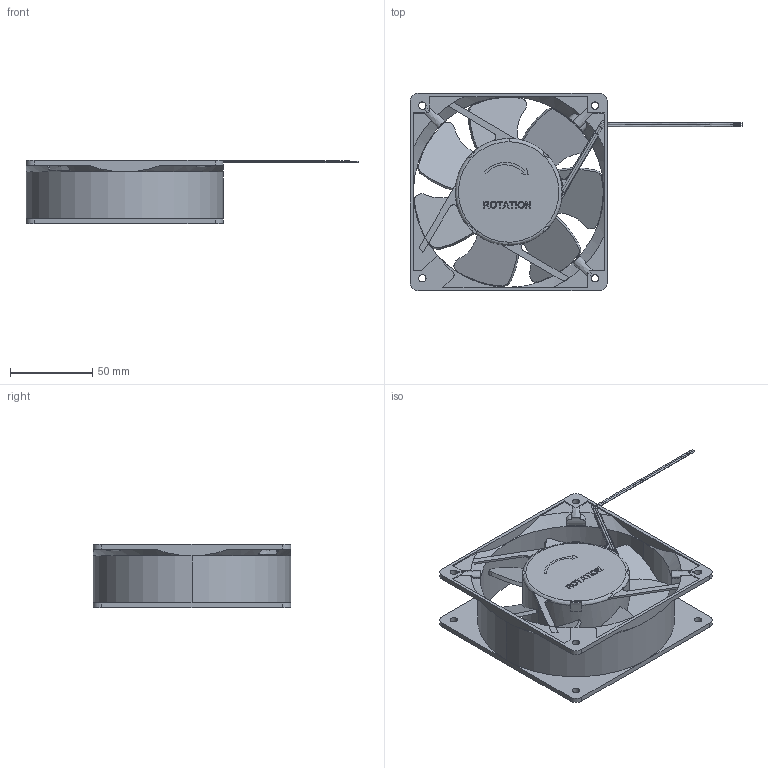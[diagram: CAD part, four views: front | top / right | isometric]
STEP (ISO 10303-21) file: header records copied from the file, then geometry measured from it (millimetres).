
FILE_DESCRIPTION (( 'STEP AP214' ), '1' );
FILE_NAME ('LCFAN12VDCVUL_3D.step', '2025-02-26T20:04:23', ( '' ), ( '' ), 'SwSTEP 2.0', 'SolidWorks 2022', '' );
FILE_SCHEMA (( 'AUTOMOTIVE_DESIGN' ));
Length unit declared in the file: inch
Products named in the file (1): LCFAN12VDCVUL_3D
Bounding box: 201.86 x 120 x 38.55 mm (x, y, z)
Volume: 186933 mm3; surface area: 72452.9 mm2
Topology: 12 solids, 12 shells, 423 faces, 1072 edges, 692 vertices
Faces by surface type: plane 221, cylinder 132, bspline 61, cone 9
Entity records: 17189 total; most frequent: CARTESIAN_POINT 5572, ORIENTED_EDGE 2144, DIRECTION 1903, EDGE_CURVE 1072, VERTEX_POINT 692, AXIS2_PLACEMENT_3D 664, LINE 575, VECTOR 575
